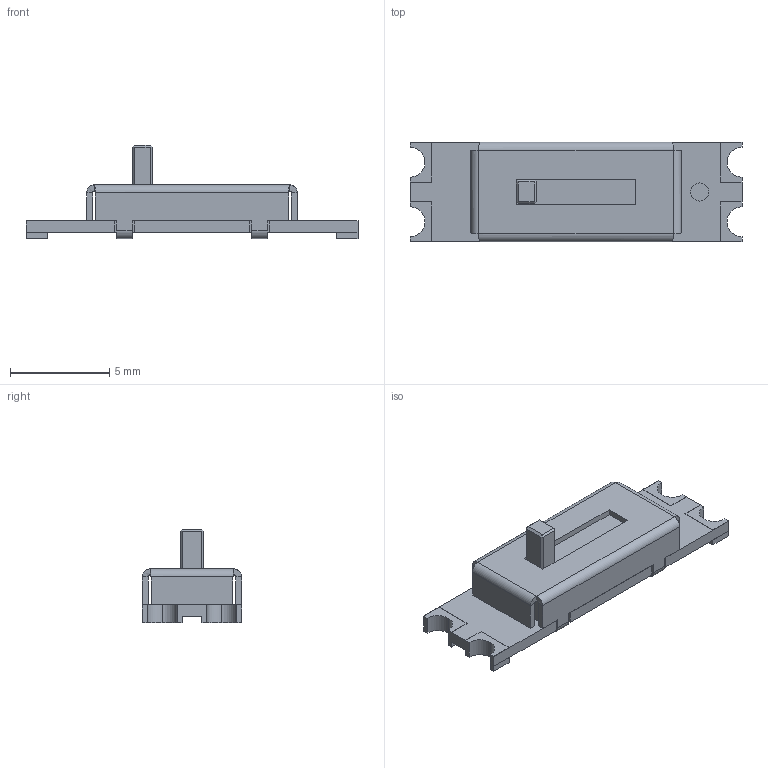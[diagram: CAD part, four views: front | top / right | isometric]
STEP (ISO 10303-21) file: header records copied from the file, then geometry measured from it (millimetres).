
FILE_DESCRIPTION (( 'STEP AP214' ), '1' );
FILE_NAME ('RES-ADJ-TH_C0510N-H2.0-B104-00S.STEP', '2025-02-23T07:52:16', ( '' ), ( '' ), 'SwSTEP 2.0', 'SolidWorks 2020', '' );
FILE_SCHEMA (( 'AUTOMOTIVE_DESIGN' ));
Length unit declared in the file: millimetre
Products named in the file (1): RES-ADJ-TH_C0510N-H2.0-B104-00S
Bounding box: 16.7 x 5 x 4.71 mm (x, y, z)
Volume: 121.1 mm3; surface area: 505.7 mm2
Topology: 3 solids, 3 shells, 404 faces, 1055 edges, 678 vertices
Faces by surface type: plane 274, bspline 106, cylinder 24
Entity records: 17463 total; most frequent: CARTESIAN_POINT 3788, ORIENTED_EDGE 2110, DIRECTION 1469, EDGE_CURVE 1055, VECTOR 807, LINE 807, VERTEX_POINT 678, EDGE_LOOP 427
